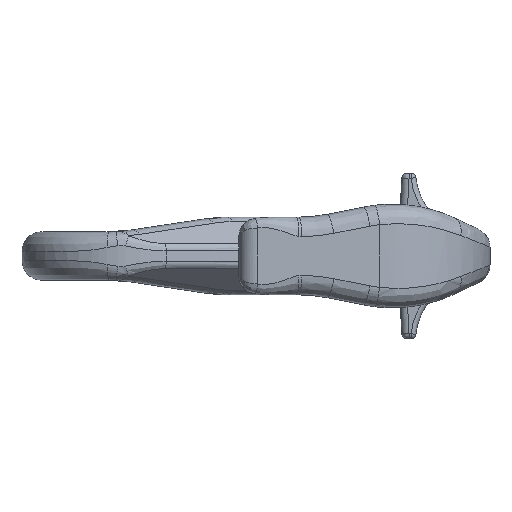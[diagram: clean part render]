
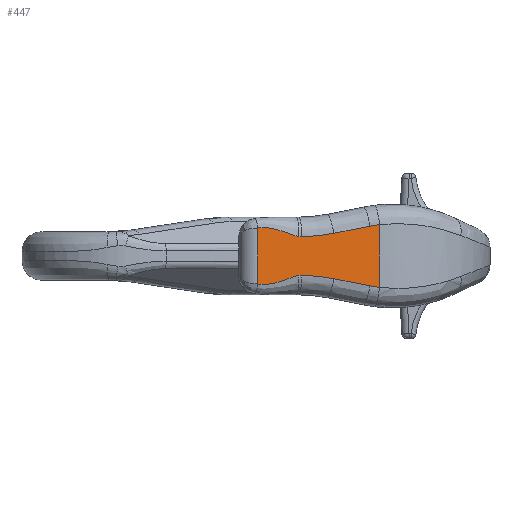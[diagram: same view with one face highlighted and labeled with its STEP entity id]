
A CAD part, front view. The second image highlights one B-rep face of the part: STEP entity #447.
In plain terms, the highlighted planar face has unit normal (0.126, -0.992, 0).
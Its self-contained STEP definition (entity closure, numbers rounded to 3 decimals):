
#447=ADVANCED_FACE('',(#726),#687,.T.);
#687=PLANE('',#3719);
#726=FACE_OUTER_BOUND('',#973,.T.);
#973=EDGE_LOOP('',(#1625,#1626,#1627,#1628,#1629,#1630,#1631,#1632,#1633,
#1634,#1635,#1636));
#1280=B_SPLINE_CURVE_WITH_KNOTS('',3,(#5517,#5518,#5519,#5520),
 .UNSPECIFIED.,.F.,.F.,(4,4),(0.,1.),.UNSPECIFIED.);
#1281=B_SPLINE_CURVE_WITH_KNOTS('',3,(#5523,#5524,#5525,#5526),
 .UNSPECIFIED.,.F.,.F.,(4,4),(0.,1.),.UNSPECIFIED.);
#1282=B_SPLINE_CURVE_WITH_KNOTS('',3,(#5530,#5531,#5532,#5533),
 .UNSPECIFIED.,.F.,.F.,(4,4),(0.,1.),.UNSPECIFIED.);
#1283=B_SPLINE_CURVE_WITH_KNOTS('',3,(#5535,#5536,#5537,#5538),
 .UNSPECIFIED.,.F.,.F.,(4,4),(0.,1.),.UNSPECIFIED.);
#1284=B_SPLINE_CURVE_WITH_KNOTS('',3,(#5540,#5541,#5542,#5543),
 .UNSPECIFIED.,.F.,.F.,(4,4),(0.,1.),.UNSPECIFIED.);
#1285=B_SPLINE_CURVE_WITH_KNOTS('',3,(#5545,#5546,#5547,#5548),
 .UNSPECIFIED.,.F.,.F.,(4,4),(0.,1.),.UNSPECIFIED.);
#1286=B_SPLINE_CURVE_WITH_KNOTS('',3,(#5550,#5551,#5552,#5553,#5554,#5555,
#5556,#5557,#5558,#5559,#5560,#5561,#5562,#5563,#5564,#5565,#5566,#5567,
#5568,#5569,#5570,#5571,#5572,#5573),.UNSPECIFIED.,.F.,.F.,(4,2,2,2,2,2,
1,1,2,2,2,2,4),(0.,0.25,0.375,0.437,
0.5,0.531,0.562,0.625,
0.75,0.813,0.875,0.938,1.),.UNSPECIFIED.);
#1287=B_SPLINE_CURVE_WITH_KNOTS('',3,(#5574,#5575,#5576,#5577,#5578,#5579,
#5580,#5581,#5582,#5583,#5584,#5585,#5586,#5587,#5588,#5589,#5590,#5591,
#5592,#5593,#5594,#5595,#5596,#5597),.UNSPECIFIED.,.F.,.F.,(4,2,2,2,2,1,
1,2,2,2,2,2,4),(0.,0.063,0.125,0.188,0.25,
0.375,0.438,0.469,0.5,
0.563,0.625,0.75,1.),.UNSPECIFIED.);
#1288=B_SPLINE_CURVE_WITH_KNOTS('',3,(#5599,#5600,#5601,#5602),
 .UNSPECIFIED.,.F.,.F.,(4,4),(0.,1.),.UNSPECIFIED.);
#1289=B_SPLINE_CURVE_WITH_KNOTS('',3,(#5604,#5605,#5606,#5607),
 .UNSPECIFIED.,.F.,.F.,(4,4),(0.,1.),.UNSPECIFIED.);
#1625=ORIENTED_EDGE('',*,*,#3072,.T.);
#1626=ORIENTED_EDGE('',*,*,#3073,.T.);
#1627=ORIENTED_EDGE('',*,*,#3074,.T.);
#1628=ORIENTED_EDGE('',*,*,#3075,.T.);
#1629=ORIENTED_EDGE('',*,*,#3076,.T.);
#1630=ORIENTED_EDGE('',*,*,#3077,.T.);
#1631=ORIENTED_EDGE('',*,*,#3078,.T.);
#1632=ORIENTED_EDGE('',*,*,#3079,.T.);
#1633=ORIENTED_EDGE('',*,*,#3069,.F.);
#1634=ORIENTED_EDGE('',*,*,#3080,.T.);
#1635=ORIENTED_EDGE('',*,*,#3081,.T.);
#1636=ORIENTED_EDGE('',*,*,#3082,.T.);
#2742=VERTEX_POINT('',#5496);
#2743=VERTEX_POINT('',#5498);
#2745=VERTEX_POINT('',#5521);
#2746=VERTEX_POINT('',#5522);
#2747=VERTEX_POINT('',#5527);
#2748=VERTEX_POINT('',#5529);
#2749=VERTEX_POINT('',#5534);
#2750=VERTEX_POINT('',#5539);
#2751=VERTEX_POINT('',#5544);
#2752=VERTEX_POINT('',#5549);
#2753=VERTEX_POINT('',#5598);
#2754=VERTEX_POINT('',#5603);
#3069=EDGE_CURVE('',#2742,#2743,#3558,.T.);
#3072=EDGE_CURVE('',#2745,#2746,#1280,.T.);
#3073=EDGE_CURVE('',#2746,#2747,#1281,.T.);
#3074=EDGE_CURVE('',#2747,#2748,#3559,.T.);
#3075=EDGE_CURVE('',#2748,#2749,#1282,.T.);
#3076=EDGE_CURVE('',#2749,#2750,#1283,.T.);
#3077=EDGE_CURVE('',#2750,#2751,#1284,.T.);
#3078=EDGE_CURVE('',#2751,#2752,#1285,.T.);
#3079=EDGE_CURVE('',#2752,#2743,#1286,.T.);
#3080=EDGE_CURVE('',#2742,#2753,#1287,.T.);
#3081=EDGE_CURVE('',#2753,#2754,#1288,.T.);
#3082=EDGE_CURVE('',#2754,#2745,#1289,.T.);
#3558=LINE('',#5497,#3635);
#3559=LINE('',#5528,#3636);
#3635=VECTOR('',#3996,1.);
#3636=VECTOR('',#3999,1.);
#3719=AXIS2_PLACEMENT_3D('',#5608,#4000,#4001);
#3996=DIRECTION('',(0.,0.,1.));
#3999=DIRECTION('',(0.,0.,1.));
#4000=DIRECTION('',(0.126,-0.992,0.));
#4001=DIRECTION('',(0.992,0.126,0.));
#5496=CARTESIAN_POINT('',(-24.259,-28.972,-5.772));
#5497=CARTESIAN_POINT('',(-24.259,-28.972,-14.));
#5498=CARTESIAN_POINT('',(-24.259,-28.972,5.772));
#5517=CARTESIAN_POINT('',(-8.611,-26.985,-4.66));
#5518=CARTESIAN_POINT('',(-6.131,-26.67,-5.156));
#5519=CARTESIAN_POINT('',(-3.651,-26.355,-5.652));
#5520=CARTESIAN_POINT('',(-1.17,-26.04,-6.148));
#5521=CARTESIAN_POINT('',(-8.611,-26.985,-4.66));
#5522=CARTESIAN_POINT('',(-1.17,-26.04,-6.148));
#5523=CARTESIAN_POINT('',(-1.17,-26.04,-6.148));
#5524=CARTESIAN_POINT('',(-0.526,-25.958,-6.277));
#5525=CARTESIAN_POINT('',(0.123,-25.876,-6.382));
#5526=CARTESIAN_POINT('',(0.776,-25.793,-6.461));
#5527=CARTESIAN_POINT('',(0.776,-25.793,-6.461));
#5528=CARTESIAN_POINT('',(0.776,-25.793,-14.));
#5529=CARTESIAN_POINT('',(0.776,-25.793,6.461));
#5530=CARTESIAN_POINT('',(0.776,-25.793,6.461));
#5531=CARTESIAN_POINT('',(0.123,-25.876,6.382));
#5532=CARTESIAN_POINT('',(-0.526,-25.958,6.277));
#5533=CARTESIAN_POINT('',(-1.17,-26.04,6.148));
#5534=CARTESIAN_POINT('',(-1.17,-26.04,6.148));
#5535=CARTESIAN_POINT('',(-1.17,-26.04,6.148));
#5536=CARTESIAN_POINT('',(-3.651,-26.355,5.652));
#5537=CARTESIAN_POINT('',(-6.131,-26.67,5.156));
#5538=CARTESIAN_POINT('',(-8.611,-26.985,4.66));
#5539=CARTESIAN_POINT('',(-8.611,-26.985,4.66));
#5540=CARTESIAN_POINT('',(-8.611,-26.985,4.66));
#5541=CARTESIAN_POINT('',(-10.812,-27.264,4.22));
#5542=CARTESIAN_POINT('',(-13.035,-27.547,4.));
#5543=CARTESIAN_POINT('',(-15.279,-27.832,4.));
#5544=CARTESIAN_POINT('',(-15.279,-27.832,4.));
#5545=CARTESIAN_POINT('',(-15.279,-27.832,4.));
#5546=CARTESIAN_POINT('',(-15.457,-27.854,4.));
#5547=CARTESIAN_POINT('',(-15.635,-27.877,4.));
#5548=CARTESIAN_POINT('',(-15.813,-27.9,4.001));
#5549=CARTESIAN_POINT('',(-15.813,-27.9,4.001));
#5550=CARTESIAN_POINT('',(-15.813,-27.9,4.001));
#5551=CARTESIAN_POINT('',(-16.076,-27.933,4.011));
#5552=CARTESIAN_POINT('',(-16.486,-27.985,4.125));
#5553=CARTESIAN_POINT('',(-17.321,-28.091,4.449));
#5554=CARTESIAN_POINT('',(-17.628,-28.13,4.567));
#5555=CARTESIAN_POINT('',(-18.069,-28.186,4.731));
#5556=CARTESIAN_POINT('',(-18.296,-28.215,4.814));
#5557=CARTESIAN_POINT('',(-18.65,-28.26,4.939));
#5558=CARTESIAN_POINT('',(-18.82,-28.281,4.998));
#5559=CARTESIAN_POINT('',(-19.066,-28.313,5.079));
#5560=CARTESIAN_POINT('',(-19.212,-28.331,5.126));
#5561=CARTESIAN_POINT('',(-19.437,-28.36,5.196));
#5562=CARTESIAN_POINT('',(-19.771,-28.402,5.298));
#5563=CARTESIAN_POINT('',(-20.529,-28.498,5.507));
#5564=CARTESIAN_POINT('',(-21.141,-28.576,5.639));
#5565=CARTESIAN_POINT('',(-21.728,-28.651,5.739));
#5566=CARTESIAN_POINT('',(-22.017,-28.687,5.782));
#5567=CARTESIAN_POINT('',(-22.478,-28.746,5.831));
#5568=CARTESIAN_POINT('',(-22.7,-28.774,5.848));
#5569=CARTESIAN_POINT('',(-23.128,-28.828,5.863));
#5570=CARTESIAN_POINT('',(-23.381,-28.861,5.861));
#5571=CARTESIAN_POINT('',(-23.811,-28.915,5.835));
#5572=CARTESIAN_POINT('',(-23.986,-28.937,5.812));
#5573=CARTESIAN_POINT('',(-24.259,-28.972,5.772));
#5574=CARTESIAN_POINT('',(-24.259,-28.972,-5.772));
#5575=CARTESIAN_POINT('',(-23.986,-28.937,-5.812));
#5576=CARTESIAN_POINT('',(-23.811,-28.915,-5.835));
#5577=CARTESIAN_POINT('',(-23.381,-28.861,-5.861));
#5578=CARTESIAN_POINT('',(-23.128,-28.828,-5.863));
#5579=CARTESIAN_POINT('',(-22.7,-28.774,-5.848));
#5580=CARTESIAN_POINT('',(-22.478,-28.746,-5.831));
#5581=CARTESIAN_POINT('',(-22.017,-28.687,-5.782));
#5582=CARTESIAN_POINT('',(-21.728,-28.651,-5.739));
#5583=CARTESIAN_POINT('',(-21.141,-28.576,-5.639));
#5584=CARTESIAN_POINT('',(-20.529,-28.498,-5.507));
#5585=CARTESIAN_POINT('',(-19.771,-28.402,-5.298));
#5586=CARTESIAN_POINT('',(-19.437,-28.36,-5.196));
#5587=CARTESIAN_POINT('',(-19.212,-28.331,-5.126));
#5588=CARTESIAN_POINT('',(-19.066,-28.313,-5.079));
#5589=CARTESIAN_POINT('',(-18.82,-28.281,-4.998));
#5590=CARTESIAN_POINT('',(-18.65,-28.26,-4.939));
#5591=CARTESIAN_POINT('',(-18.296,-28.215,-4.814));
#5592=CARTESIAN_POINT('',(-18.069,-28.186,-4.731));
#5593=CARTESIAN_POINT('',(-17.628,-28.13,-4.567));
#5594=CARTESIAN_POINT('',(-17.321,-28.091,-4.449));
#5595=CARTESIAN_POINT('',(-16.486,-27.985,-4.125));
#5596=CARTESIAN_POINT('',(-16.076,-27.933,-4.011));
#5597=CARTESIAN_POINT('',(-15.813,-27.9,-4.001));
#5598=CARTESIAN_POINT('',(-15.813,-27.9,-4.001));
#5599=CARTESIAN_POINT('',(-15.813,-27.9,-4.001));
#5600=CARTESIAN_POINT('',(-15.635,-27.877,-4.));
#5601=CARTESIAN_POINT('',(-15.457,-27.854,-4.));
#5602=CARTESIAN_POINT('',(-15.279,-27.832,-4.));
#5603=CARTESIAN_POINT('',(-15.279,-27.832,-4.));
#5604=CARTESIAN_POINT('',(-15.279,-27.832,-4.));
#5605=CARTESIAN_POINT('',(-13.035,-27.547,-4.));
#5606=CARTESIAN_POINT('',(-10.812,-27.264,-4.22));
#5607=CARTESIAN_POINT('',(-8.611,-26.985,-4.66));
#5608=CARTESIAN_POINT('',(-24.259,-28.972,-14.));
